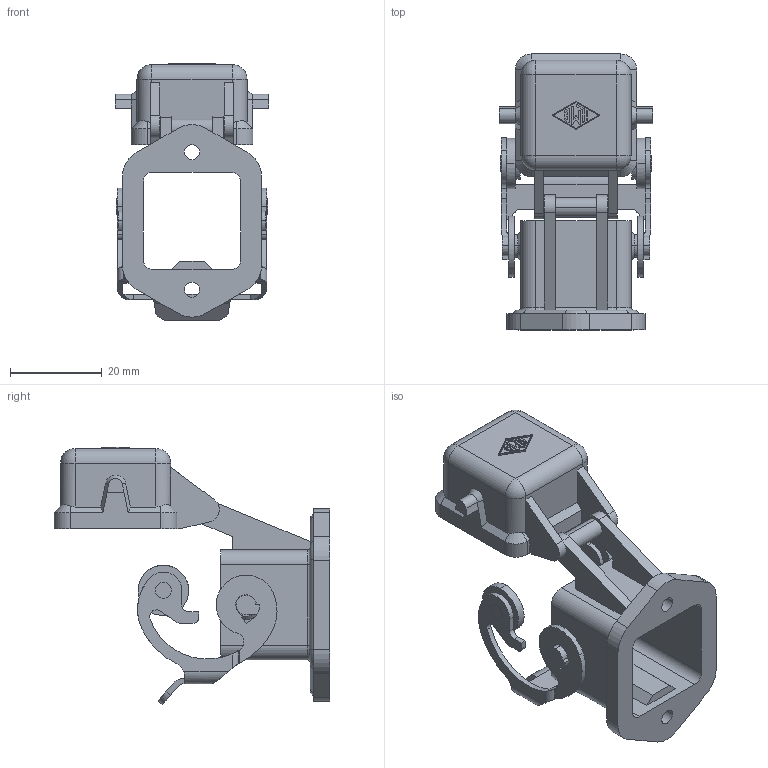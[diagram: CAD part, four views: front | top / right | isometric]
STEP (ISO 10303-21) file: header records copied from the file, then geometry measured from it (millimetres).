
FILE_DESCRIPTION(('Creo Elements/Direct Modeling STEP Export'),'2;1');
FILE_NAME('CKAX_03_ILS.stp','2012-11-29T15:12:38',(''),(''),'Creo Elements/Direct Modeling STEP processor for AP214 (Solid Model)','Creo Elements/Direct Modeling 18.0B 02-Dec-2011 (C) Parametric Technology GmbH','');
FILE_SCHEMA(('AUTOMOTIVE_DESIGN { 1 0 10303 214 1 1 1 1 }'));
Length unit declared in the file: millimetre
Products named in the file (2): CKAX_03_ILS
Assembly tree (1 placements, depth 2):
  CKAX_03_ILS
    CKAX_03_ILS
Bounding box: 33.5 x 60.15 x 56.2 mm (x, y, z)
Volume: 10697.9 mm3; surface area: 13654.4 mm2
Topology: 1 solids, 1 shells, 389 faces, 1027 edges, 655 vertices
Faces by surface type: plane 189, cylinder 169, cone 13, torus 10, sphere 8
Entity records: 12616 total; most frequent: CARTESIAN_POINT 2318, ORIENTED_EDGE 2038, DIRECTION 2000, EDGE_CURVE 1019, AXIS2_PLACEMENT_3D 701, VERTEX_POINT 655, VECTOR 598, LINE 598
